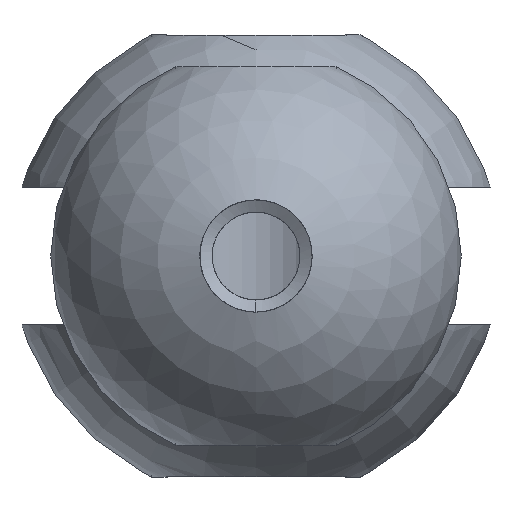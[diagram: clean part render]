
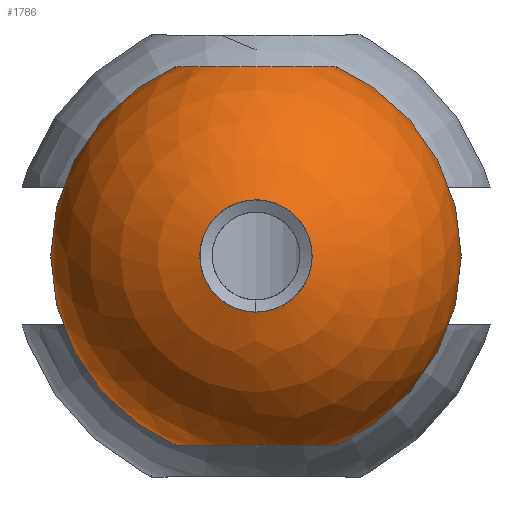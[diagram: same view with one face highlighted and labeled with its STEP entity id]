
A CAD part, left-side view. The second image highlights one B-rep face of the part: STEP entity #1786.
In plain terms, the highlighted spherical face has radius 6.407 mm.
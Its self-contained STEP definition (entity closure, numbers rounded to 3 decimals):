
#1131=VERTEX_POINT('',#1132);
#1132=CARTESIAN_POINT('',(0.244,0.0,-1.75));
#1137=EDGE_CURVE('',#1131,#1131,#1138,.F.);
#1138=CIRCLE('',#1139,1.75);
#1139=AXIS2_PLACEMENT_3D('',#1140,#1141,#1142);
#1140=CARTESIAN_POINT('',(0.244,0.0,0.0));
#1141=DIRECTION('',(1.0,0.0,0.0));
#1142=DIRECTION('',(0.0,0.0,-1.0));
#1786=ADVANCED_FACE('',(#1787,#1835),#1846,.T.);
#1787=FACE_BOUND('',#1788,.T.);
#1788=EDGE_LOOP('',(#1789,#1790,#1801,#1810,#1820,#1829,#1831,#1832,#1834));
#1789=ORIENTED_EDGE('',*,*,#1137,.F.);
#1790=ORIENTED_EDGE('',*,*,#1791,.T.);
#1791=EDGE_CURVE('',#1131,#1792,#1794,.F.);
#1792=VERTEX_POINT('',#1793);
#1793=CARTESIAN_POINT('',(3.907,0.,-5.899));
#1794=B_SPLINE_CURVE_WITH_KNOTS('',5,(#1795,#1796,#1797,#1798,#1799,#1800),.UNSPECIFIED.,.F.,.U.,(6,6),(0.401,1.294),.PIECEWISE_BEZIER_KNOTS.);
#1795=CARTESIAN_POINT('',(3.907,0.,-5.899));
#1796=CARTESIAN_POINT('',(2.853,0.,-5.453));
#1797=CARTESIAN_POINT('',(1.899,0.,-4.771));
#1798=CARTESIAN_POINT('',(1.115,0.,-3.883));
#1799=CARTESIAN_POINT('',(0.556,0.,-2.851));
#1800=CARTESIAN_POINT('',(0.244,0.,-1.75));
#1801=ORIENTED_EDGE('',*,*,#1802,.T.);
#1802=EDGE_CURVE('',#1792,#1803,#1805,.F.);
#1803=VERTEX_POINT('',#1804);
#1804=CARTESIAN_POINT('',(8.907,0.,-5.899));
#1805=CIRCLE('',#1806,2.5);
#1806=AXIS2_PLACEMENT_3D('',#1807,#1808,#1809);
#1807=CARTESIAN_POINT('',(6.407,0.0,-5.899));
#1808=DIRECTION('',(0.0,0.0,-1.0));
#1809=DIRECTION('',(1.0,0.0,0.0));
#1810=ORIENTED_EDGE('',*,*,#1811,.T.);
#1811=EDGE_CURVE('',#1803,#1812,#1814,.F.);
#1812=VERTEX_POINT('',#1813);
#1813=CARTESIAN_POINT('',(10.598,0.,-4.846));
#1814=B_SPLINE_CURVE_WITH_KNOTS('',4,(#1815,#1816,#1817,#1818,#1819),.UNSPECIFIED.,.F.,.U.,(5,5),(-0.713,-0.401),.PIECEWISE_BEZIER_KNOTS.);
#1815=CARTESIAN_POINT('',(10.598,0.,-4.846));
#1816=CARTESIAN_POINT('',(10.22,0.,-5.173));
#1817=CARTESIAN_POINT('',(9.808,0.,-5.461));
#1818=CARTESIAN_POINT('',(9.368,0.,-5.704));
#1819=CARTESIAN_POINT('',(8.907,0.,-5.899));
#1820=ORIENTED_EDGE('',*,*,#1821,.T.);
#1821=EDGE_CURVE('',#1812,#1822,#1824,.T.);
#1822=VERTEX_POINT('',#1823);
#1823=CARTESIAN_POINT('',(10.598,0.,4.846));
#1824=CIRCLE('',#1825,4.846);
#1825=AXIS2_PLACEMENT_3D('',#1826,#1827,#1828);
#1826=CARTESIAN_POINT('',(10.598,0.0,0.0));
#1827=DIRECTION('',(-1.0,0.0,0.0));
#1828=DIRECTION('',(0.0,0.0,1.0));
#1829=ORIENTED_EDGE('',*,*,#1830,.T.);
#1830=EDGE_CURVE('',#1822,#1812,#1824,.T.);
#1831=ORIENTED_EDGE('',*,*,#1811,.F.);
#1832=ORIENTED_EDGE('',*,*,#1833,.T.);
#1833=EDGE_CURVE('',#1803,#1792,#1805,.F.);
#1834=ORIENTED_EDGE('',*,*,#1791,.F.);
#1835=FACE_BOUND('',#1836,.T.);
#1836=EDGE_LOOP('',(#1837));
#1837=ORIENTED_EDGE('',*,*,#1838,.T.);
#1838=EDGE_CURVE('',#1839,#1839,#1841,.F.);
#1839=VERTEX_POINT('',#1840);
#1840=CARTESIAN_POINT('',(3.907,0.,5.899));
#1841=CIRCLE('',#1842,2.5);
#1842=AXIS2_PLACEMENT_3D('',#1843,#1844,#1845);
#1843=CARTESIAN_POINT('',(6.407,0.0,5.899));
#1844=DIRECTION('',(0.0,0.0,1.0));
#1845=DIRECTION('',(-1.0,0.0,0.0));
#1846=SPHERICAL_SURFACE('',#1847,6.407);
#1847=AXIS2_PLACEMENT_3D('',#1848,#1849,#1850);
#1848=CARTESIAN_POINT('',(6.407,0.0,0.0));
#1849=DIRECTION('',(-1.0,0.0,0.0));
#1850=DIRECTION('',(0.0,1.0,0.0));
